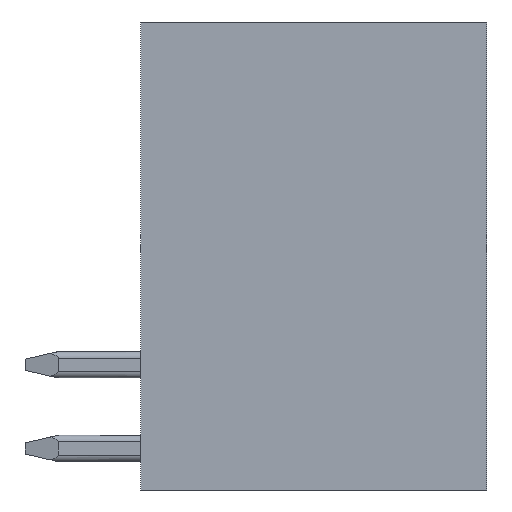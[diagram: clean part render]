
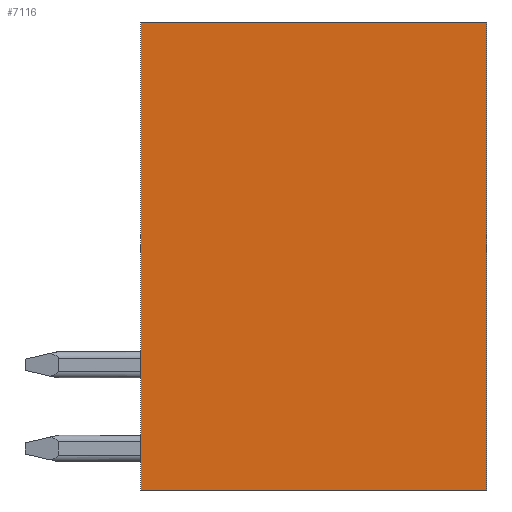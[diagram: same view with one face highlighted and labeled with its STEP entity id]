
A CAD part, front view. The second image highlights one B-rep face of the part: STEP entity #7116.
In plain terms, the highlighted planar face has unit normal (0, -1, 0).
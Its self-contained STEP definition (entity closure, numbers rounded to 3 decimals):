
#1709=DIRECTION('',(-1.,0.,0.));
#1710=VECTOR('',#1709,10.5);
#1711=CARTESIAN_POINT('',(5.25,-9.87,7.1));
#1712=LINE('',#1711,#1710);
#1713=DIRECTION('',(0.,0.,1.));
#1714=VECTOR('',#1713,14.2);
#1715=CARTESIAN_POINT('',(5.25,-9.87,-7.1));
#1716=LINE('',#1715,#1714);
#1717=DIRECTION('',(1.,0.,0.));
#1718=VECTOR('',#1717,10.5);
#1719=CARTESIAN_POINT('',(-5.25,-9.87,-7.1));
#1720=LINE('',#1719,#1718);
#1721=DIRECTION('',(0.,0.,-1.));
#1722=VECTOR('',#1721,14.2);
#1723=CARTESIAN_POINT('',(-5.25,-9.87,7.1));
#1724=LINE('',#1723,#1722);
#4229=CARTESIAN_POINT('',(5.25,-9.87,7.1));
#4230=CARTESIAN_POINT('',(-5.25,-9.87,7.1));
#4231=VERTEX_POINT('',#4229);
#4232=VERTEX_POINT('',#4230);
#4233=CARTESIAN_POINT('',(-5.25,-9.87,-7.1));
#4234=VERTEX_POINT('',#4233);
#4235=CARTESIAN_POINT('',(5.25,-9.87,-7.1));
#4236=VERTEX_POINT('',#4235);
#7105=CARTESIAN_POINT('',(0.,-9.87,0.));
#7106=DIRECTION('',(0.,-1.,0.));
#7107=DIRECTION('',(0.,0.,-1.));
#7108=AXIS2_PLACEMENT_3D('',#7105,#7106,#7107);
#7109=PLANE('',#7108);
#7110=ORIENTED_EDGE('',*,*,#6978,.F.);
#7111=ORIENTED_EDGE('',*,*,#7023,.F.);
#7112=ORIENTED_EDGE('',*,*,#7097,.F.);
#7113=ORIENTED_EDGE('',*,*,#5152,.F.);
#7114=EDGE_LOOP('',(#7110,#7111,#7112,#7113));
#7115=FACE_OUTER_BOUND('',#7114,.F.);
#7116=ADVANCED_FACE('',(#7115),#7109,.T.);
#5152=EDGE_CURVE('',#4232,#4234,#1724,.T.);
#6978=EDGE_CURVE('',#4231,#4232,#1712,.T.);
#7023=EDGE_CURVE('',#4236,#4231,#1716,.T.);
#7097=EDGE_CURVE('',#4234,#4236,#1720,.T.);
